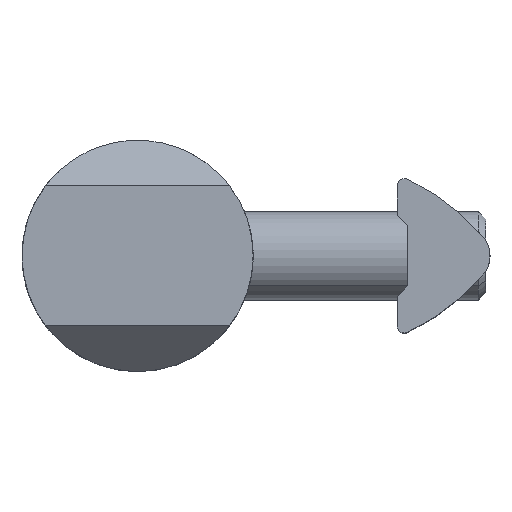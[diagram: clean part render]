
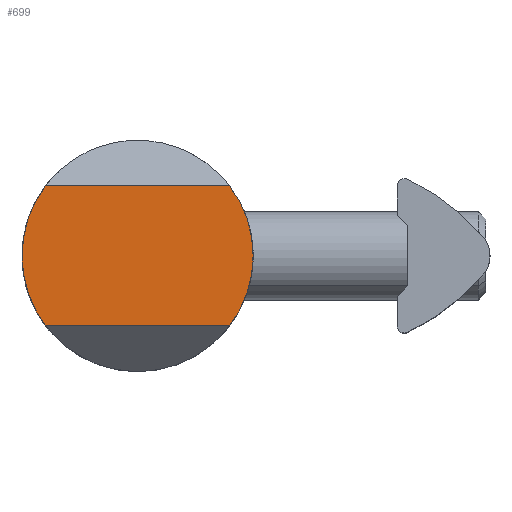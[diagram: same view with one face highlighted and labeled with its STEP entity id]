
A CAD part, top view. The second image highlights one B-rep face of the part: STEP entity #699.
In plain terms, the highlighted planar face has unit normal (0, 0, 1).
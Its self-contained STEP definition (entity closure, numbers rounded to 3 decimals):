
#20 = DIRECTION ( 'NONE',  ( 1., 0., 0. ) ) ;
#52 = EDGE_CURVE ( 'NONE', #1508, #2312, #1374, .T. ) ;
#154 = DIRECTION ( 'NONE',  ( 1., 0., 0. ) ) ;
#180 = CARTESIAN_POINT ( 'NONE',  ( 0., 0., 12.5 ) ) ;
#234 = VECTOR ( 'NONE', #1786, 1000. ) ;
#242 = CARTESIAN_POINT ( 'NONE',  ( -6.25, 4.75, 12.5 ) ) ;
#289 = CARTESIAN_POINT ( 'NONE',  ( -6.25, -4.75, 12.5 ) ) ;
#300 = DIRECTION ( 'NONE',  ( 1., 0., 0. ) ) ;
#350 = PLANE ( 'NONE',  #360 ) ;
#360 = AXIS2_PLACEMENT_3D ( 'NONE', #2671, #2665, #2657 ) ;
#402 = DIRECTION ( 'NONE',  ( 1., 0., 0. ) ) ;
#511 = EDGE_CURVE ( 'NONE', #891, #2529, #1479, .T. ) ;
#568 = EDGE_CURVE ( 'NONE', #1001, #1508, #1954, .T. ) ;
#631 = CIRCLE ( 'NONE', #2622, 7.85 ) ;
#699 = ADVANCED_FACE ( 'NONE', ( #1909 ), #350, .T. ) ;
#774 = EDGE_LOOP ( 'NONE', ( #1646, #1707, #1783, #1811, #1846, #1900 ) ) ;
#816 = DIRECTION ( 'NONE',  ( 1., 0., 0. ) ) ;
#829 = CARTESIAN_POINT ( 'NONE',  ( 0., 0., 12.5 ) ) ;
#867 = DIRECTION ( 'NONE',  ( 0., 0., 1. ) ) ;
#875 = AXIS2_PLACEMENT_3D ( 'NONE', #829, #867, #816 ) ;
#891 = VERTEX_POINT ( 'NONE', #289 ) ;
#1001 = VERTEX_POINT ( 'NONE', #1515 ) ;
#1352 = CARTESIAN_POINT ( 'NONE',  ( 6.25, -4.75, 12.5 ) ) ;
#1362 = DIRECTION ( 'NONE',  ( 0., 0., 1. ) ) ;
#1374 = CIRCLE ( 'NONE', #875, 7.85 ) ;
#1425 = CIRCLE ( 'NONE', #1902, 7.85 ) ;
#1479 = LINE ( 'NONE', #1990, #1600 ) ;
#1480 = DIRECTION ( 'NONE',  ( 0., 0., 1. ) ) ;
#1508 = VERTEX_POINT ( 'NONE', #242 ) ;
#1515 = CARTESIAN_POINT ( 'NONE',  ( 6.25, 4.75, 12.5 ) ) ;
#1600 = VECTOR ( 'NONE', #300, 1000. ) ;
#1646 = ORIENTED_EDGE ( 'NONE', *, *, #52, .T. ) ;
#1702 = DIRECTION ( 'NONE',  ( 0., 0., 1. ) ) ;
#1707 = ORIENTED_EDGE ( 'NONE', *, *, #2566, .T. ) ;
#1783 = ORIENTED_EDGE ( 'NONE', *, *, #511, .T. ) ;
#1786 = DIRECTION ( 'NONE',  ( -1., 0., 0. ) ) ;
#1811 = ORIENTED_EDGE ( 'NONE', *, *, #2201, .T. ) ;
#1846 = ORIENTED_EDGE ( 'NONE', *, *, #2084, .T. ) ;
#1900 = ORIENTED_EDGE ( 'NONE', *, *, #568, .T. ) ;
#1902 = AXIS2_PLACEMENT_3D ( 'NONE', #180, #1702, #402 ) ;
#1906 = CARTESIAN_POINT ( 'NONE',  ( 7.85, 0., 12.5 ) ) ;
#1909 = FACE_OUTER_BOUND ( 'NONE', #774, .T. ) ;
#1954 = LINE ( 'NONE', #2581, #234 ) ;
#1990 = CARTESIAN_POINT ( 'NONE',  ( 0., -4.75, 12.5 ) ) ;
#2084 = EDGE_CURVE ( 'NONE', #2223, #1001, #2549, .T. ) ;
#2201 = EDGE_CURVE ( 'NONE', #2529, #2223, #1425, .T. ) ;
#2223 = VERTEX_POINT ( 'NONE', #1906 ) ;
#2312 = VERTEX_POINT ( 'NONE', #2727 ) ;
#2367 = AXIS2_PLACEMENT_3D ( 'NONE', #2684, #1480, #154 ) ;
#2529 = VERTEX_POINT ( 'NONE', #1352 ) ;
#2549 = CIRCLE ( 'NONE', #2367, 7.85 ) ;
#2560 = CARTESIAN_POINT ( 'NONE',  ( 0., 0., 12.5 ) ) ;
#2566 = EDGE_CURVE ( 'NONE', #2312, #891, #631, .T. ) ;
#2581 = CARTESIAN_POINT ( 'NONE',  ( 0., 4.75, 12.5 ) ) ;
#2622 = AXIS2_PLACEMENT_3D ( 'NONE', #2560, #1362, #20 ) ;
#2657 = DIRECTION ( 'NONE',  ( 1., 0., 0. ) ) ;
#2665 = DIRECTION ( 'NONE',  ( 0., 0., 1. ) ) ;
#2671 = CARTESIAN_POINT ( 'NONE',  ( 0., 0., 12.5 ) ) ;
#2684 = CARTESIAN_POINT ( 'NONE',  ( 0., 0., 12.5 ) ) ;
#2727 = CARTESIAN_POINT ( 'NONE',  ( -7.85, 0., 12.5 ) ) ;
